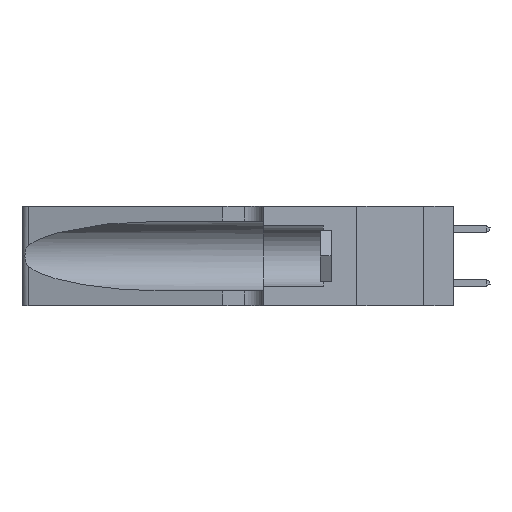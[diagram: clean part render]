
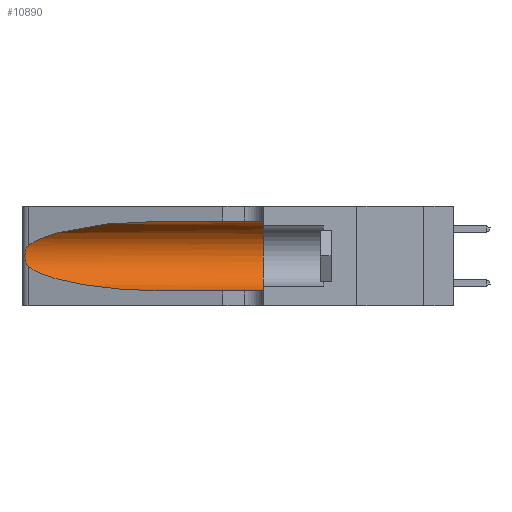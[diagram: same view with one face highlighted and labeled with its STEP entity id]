
A CAD part, left-side view. The second image highlights one B-rep face of the part: STEP entity #10890.
In plain terms, the highlighted cylindrical face has radius 3.308 mm (diameter 6.617 mm), a partial arc.
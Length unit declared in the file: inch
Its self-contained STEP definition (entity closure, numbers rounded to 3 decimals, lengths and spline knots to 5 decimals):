
#486 = CARTESIAN_POINT ( 'NONE',  ( 0.26018, 1.23835, 0.19895 ) ) ;
#739 = ORIENTED_EDGE ( 'NONE', *, *, #25664, .T. ) ;
#1176 = VERTEX_POINT ( 'NONE', #19908 ) ;
#1688 = AXIS2_PLACEMENT_3D ( 'NONE', #6638, #36270, #24448 ) ;
#2454 = CARTESIAN_POINT ( 'NONE',  ( 0.1305, 0.72297, 0.31525 ) ) ;
#2656 = ORIENTED_EDGE ( 'NONE', *, *, #4324, .T. ) ;
#3470 = EDGE_CURVE ( 'NONE', #24630, #21518, #20144, .T. ) ;
#3490 = CARTESIAN_POINT ( 'NONE',  ( 0.2373, 1.15595, 0.08982 ) ) ;
#3511 = CARTESIAN_POINT ( 'NONE',  ( 0.26075, 1.23896, 0.178 ) ) ;
#3992 = DIRECTION ( 'NONE',  ( 0., 1., 0. ) ) ;
#4124 = AXIS2_PLACEMENT_3D ( 'NONE', #21839, #3992, #24813 ) ;
#4324 = EDGE_CURVE ( 'NONE', #21518, #1176, #27096, .T. ) ;
#4404 = CARTESIAN_POINT ( 'NONE',  ( 0.1305, 1.61858, 0.05475 ) ) ;
#5038 = CARTESIAN_POINT ( 'NONE',  ( 0.1305, 0.72297, 0.31525 ) ) ;
#5193 = CARTESIAN_POINT ( 'NONE',  ( 0.1305, 0.35, 0.31525 ) ) ;
#6011 = VECTOR ( 'NONE', #24879, 39.37008 ) ;
#6499 = CARTESIAN_POINT ( 'NONE',  ( 0.25856, 1.23593, 0.16098 ) ) ;
#6638 = CARTESIAN_POINT ( 'NONE',  ( 0.1305, 1.61858, 0.185 ) ) ;
#7263 = EDGE_LOOP ( 'NONE', ( #739, #16128, #2656, #21480, #17768, #19713 ) ) ;
#7411 = DIRECTION ( 'NONE',  ( 0., -1., 0. ) ) ;
#9172 = CARTESIAN_POINT ( 'NONE',  ( 0.25487, 1.22718, 0.14631 ) ) ;
#9494 = CARTESIAN_POINT ( 'NONE',  ( 0.25639, 1.23186, 0.15144 ) ) ;
#9512 = EDGE_CURVE ( 'NONE', #16395, #10515, #16120, .T. ) ;
#10515 = VERTEX_POINT ( 'NONE', #19910 ) ;
#10890 = ADVANCED_FACE ( 'NONE', ( #36950 ), #13225, .F. ) ;
#12338 = CARTESIAN_POINT ( 'NONE',  ( 0.25555, 1.22994, 0.2215 ) ) ;
#12444 = CARTESIAN_POINT ( 'NONE',  ( 0.18966, 0.96281, 0.05475 ) ) ;
#12471 = CARTESIAN_POINT ( 'NONE',  ( 0.25487, 1.22718, 0.14631 ) ) ;
#13225 = CYLINDRICAL_SURFACE ( 'NONE', #1688, 0.13025 ) ;
#13455 = EDGE_CURVE ( 'NONE', #1176, #10515, #31566, .T. ) ;
#14017 = CARTESIAN_POINT ( 'NONE',  ( 0.2373, 1.15595, 0.28018 ) ) ;
#16120 = CIRCLE ( 'NONE', #4124, 0.13025 ) ;
#16128 = ORIENTED_EDGE ( 'NONE', *, *, #3470, .T. ) ;
#16395 = VERTEX_POINT ( 'NONE', #5193 ) ;
#17768 = ORIENTED_EDGE ( 'NONE', *, *, #9512, .F. ) ;
#18318 = CARTESIAN_POINT ( 'NONE',  ( 0.25854, 1.2359, 0.20912 ) ) ;
#18368 = CARTESIAN_POINT ( 'NONE',  ( 0.25487, 1.22718, 0.22369 ) ) ;
#19713 = ORIENTED_EDGE ( 'NONE', *, *, #38451, .F. ) ;
#19908 = CARTESIAN_POINT ( 'NONE',  ( 0.1305, 0.72297, 0.05475 ) ) ;
#19910 = CARTESIAN_POINT ( 'NONE',  ( 0.1305, 0.35, 0.05475 ) ) ;
#20144 = B_SPLINE_CURVE_WITH_KNOTS ( 'NONE', 3,
 ( #33127, #12338, #30169, #36139, #18318, #486, #21345, #3511, #24295, #6499, #27328, #9494, #30279, #12471 ),
 .UNSPECIFIED., .F., .F.,
 ( 4, 2, 2, 2, 2, 2, 4 ),
 ( 0., 0.00027, 0.00053, 0.00107, 0.0016, 0.00187, 0.00214 ),
 .UNSPECIFIED. ) ;
#21320 = CARTESIAN_POINT ( 'NONE',  ( 0.25487, 1.22718, 0.14631 ) ) ;
#21345 = CARTESIAN_POINT ( 'NONE',  ( 0.26075, 1.23896, 0.19203 ) ) ;
#21480 = ORIENTED_EDGE ( 'NONE', *, *, #13455, .T. ) ;
#21518 = VERTEX_POINT ( 'NONE', #9172 ) ;
#21839 = CARTESIAN_POINT ( 'NONE',  ( 0.1305, 0.35, 0.185 ) ) ;
#21842 = LINE ( 'NONE', #21892, #6011 ) ;
#21892 = CARTESIAN_POINT ( 'NONE',  ( 0.1305, 1.61858, 0.31525 ) ) ;
#22731 = VECTOR ( 'NONE', #7411, 39.37008 ) ;
#22883 = CARTESIAN_POINT ( 'NONE',  ( 0.18966, 0.96281, 0.31525 ) ) ;
#24295 = CARTESIAN_POINT ( 'NONE',  ( 0.26017, 1.23833, 0.17102 ) ) ;
#24448 = DIRECTION ( 'NONE',  ( 0., 0., -1. ) ) ;
#24630 = VERTEX_POINT ( 'NONE', #18368 ) ;
#24813 = DIRECTION ( 'NONE',  ( 0., 0., 1. ) ) ;
#24879 = DIRECTION ( 'NONE',  ( 0., -1., 0. ) ) ;
#25664 = EDGE_CURVE ( 'NONE', #32034, #24630, #35307, .T. ) ;
#27096 =( BOUNDED_CURVE ( )  B_SPLINE_CURVE ( 3, ( #21320, #3490, #12444, #33242 ),
 .UNSPECIFIED., .F., .T. ) 
 B_SPLINE_CURVE_WITH_KNOTS ( ( 4, 4 ),
 ( 3.44316, 4.71239 ),
 .UNSPECIFIED. ) 
 CURVE ( )  GEOMETRIC_REPRESENTATION_ITEM ( )  RATIONAL_B_SPLINE_CURVE ( ( 1., 0.87, 0.87, 1. ) ) 
 REPRESENTATION_ITEM ( '' )  );
#27328 = CARTESIAN_POINT ( 'NONE',  ( 0.25789, 1.23486, 0.15765 ) ) ;
#30169 = CARTESIAN_POINT ( 'NONE',  ( 0.25639, 1.23184, 0.21858 ) ) ;
#30279 = CARTESIAN_POINT ( 'NONE',  ( 0.25555, 1.22993, 0.14849 ) ) ;
#31566 = LINE ( 'NONE', #4404, #22731 ) ;
#32034 = VERTEX_POINT ( 'NONE', #2454 ) ;
#33127 = CARTESIAN_POINT ( 'NONE',  ( 0.25487, 1.22718, 0.22369 ) ) ;
#33242 = CARTESIAN_POINT ( 'NONE',  ( 0.1305, 0.72297, 0.05475 ) ) ;
#34839 = CARTESIAN_POINT ( 'NONE',  ( 0.25487, 1.22718, 0.22369 ) ) ;
#35307 =( BOUNDED_CURVE ( )  B_SPLINE_CURVE ( 3, ( #5038, #22883, #14017, #34839 ),
 .UNSPECIFIED., .F., .F. ) 
 B_SPLINE_CURVE_WITH_KNOTS ( ( 4, 4 ),
 ( 1.5708, 2.84003 ),
 .UNSPECIFIED. ) 
 CURVE ( )  GEOMETRIC_REPRESENTATION_ITEM ( )  RATIONAL_B_SPLINE_CURVE ( ( 1., 0.87, 0.87, 1. ) ) 
 REPRESENTATION_ITEM ( '' )  );
#36139 = CARTESIAN_POINT ( 'NONE',  ( 0.25787, 1.23484, 0.2124 ) ) ;
#36270 = DIRECTION ( 'NONE',  ( 0., -1., 0. ) ) ;
#36950 = FACE_OUTER_BOUND ( 'NONE', #7263, .T. ) ;
#38451 = EDGE_CURVE ( 'NONE', #32034, #16395, #21842, .T. ) ;
